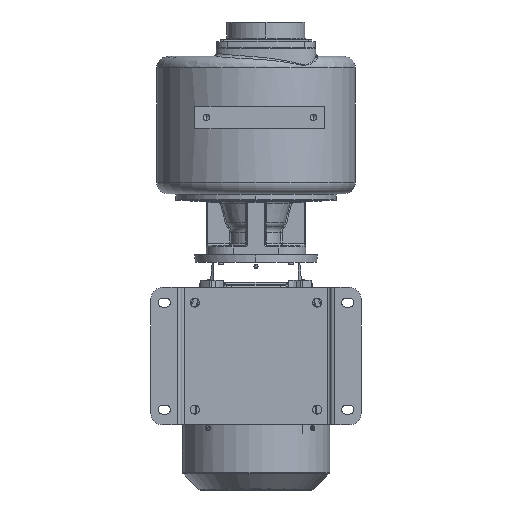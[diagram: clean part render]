
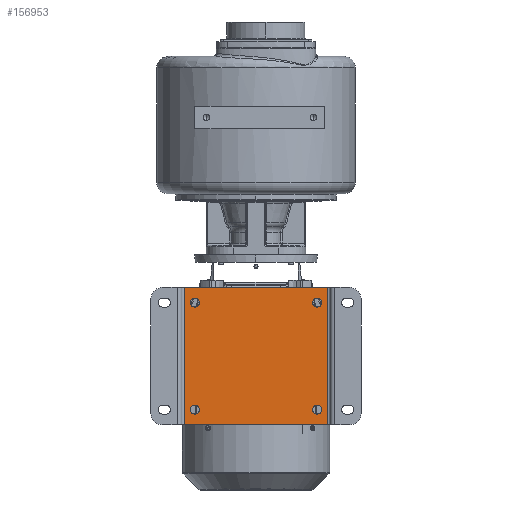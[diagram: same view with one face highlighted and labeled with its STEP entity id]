
A CAD part, front view. The second image highlights one B-rep face of the part: STEP entity #156953.
In plain terms, the highlighted planar face has unit normal (0, -1, 0).
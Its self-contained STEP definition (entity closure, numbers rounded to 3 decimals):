
#29422=DIRECTION('',(0.,0.,-1.));
#29423=VECTOR('',#29422,180.);
#29424=CARTESIAN_POINT('',(-94.,29.,-222.5));
#29425=LINE('',#29424,#29423);
#29426=CARTESIAN_POINT('',(-80.,29.,-382.5));
#29427=DIRECTION('',(0.,1.,0.));
#29428=DIRECTION('',(0.,0.,-1.));
#29429=AXIS2_PLACEMENT_3D('',#29426,#29427,#29428);
#29431=CARTESIAN_POINT('',(-80.,29.,-382.5));
#29432=DIRECTION('',(0.,1.,0.));
#29433=DIRECTION('',(0.,0.,1.));
#29434=AXIS2_PLACEMENT_3D('',#29431,#29432,#29433);
#29436=CARTESIAN_POINT('',(80.,29.,-382.5));
#29437=DIRECTION('',(0.,1.,0.));
#29438=DIRECTION('',(0.,0.,-1.));
#29439=AXIS2_PLACEMENT_3D('',#29436,#29437,#29438);
#29441=CARTESIAN_POINT('',(80.,29.,-382.5));
#29442=DIRECTION('',(0.,1.,0.));
#29443=DIRECTION('',(0.,0.,1.));
#29444=AXIS2_PLACEMENT_3D('',#29441,#29442,#29443);
#29446=CARTESIAN_POINT('',(-80.,29.,-242.5));
#29447=DIRECTION('',(0.,1.,0.));
#29448=DIRECTION('',(0.,0.,-1.));
#29449=AXIS2_PLACEMENT_3D('',#29446,#29447,#29448);
#29451=CARTESIAN_POINT('',(-80.,29.,-242.5));
#29452=DIRECTION('',(0.,1.,0.));
#29453=DIRECTION('',(0.,0.,1.));
#29454=AXIS2_PLACEMENT_3D('',#29451,#29452,#29453);
#29456=CARTESIAN_POINT('',(80.,29.,-242.5));
#29457=DIRECTION('',(0.,1.,0.));
#29458=DIRECTION('',(0.,0.,-1.));
#29459=AXIS2_PLACEMENT_3D('',#29456,#29457,#29458);
#29461=CARTESIAN_POINT('',(80.,29.,-242.5));
#29462=DIRECTION('',(0.,1.,0.));
#29463=DIRECTION('',(0.,0.,1.));
#29464=AXIS2_PLACEMENT_3D('',#29461,#29462,#29463);
#29474=DIRECTION('',(1.,0.,0.));
#29475=VECTOR('',#29474,188.);
#29476=CARTESIAN_POINT('',(-94.,29.,-222.5));
#29477=LINE('',#29476,#29475);
#29542=DIRECTION('',(1.,0.,0.));
#29543=VECTOR('',#29542,188.);
#29544=CARTESIAN_POINT('',(-94.,29.,-402.5));
#29545=LINE('',#29544,#29543);
#101086=DIRECTION('',(0.,0.,-1.));
#101087=VECTOR('',#101086,180.);
#101088=CARTESIAN_POINT('',(94.,29.,-222.5));
#101089=LINE('',#101088,#101087);
#132899=CARTESIAN_POINT('',(-94.,29.,-222.5));
#132900=VERTEX_POINT('',#132899);
#132901=CARTESIAN_POINT('',(94.,29.,-222.5));
#132902=VERTEX_POINT('',#132901);
#132915=CARTESIAN_POINT('',(-94.,29.,-402.5));
#132916=VERTEX_POINT('',#132915);
#132917=CARTESIAN_POINT('',(94.,29.,-402.5));
#132918=VERTEX_POINT('',#132917);
#132989=CARTESIAN_POINT('',(80.,29.,-248.5));
#132990=CARTESIAN_POINT('',(80.,29.,-236.5));
#132991=VERTEX_POINT('',#132989);
#132992=VERTEX_POINT('',#132990);
#132993=CARTESIAN_POINT('',(-80.,29.,-248.5));
#132994=CARTESIAN_POINT('',(-80.,29.,-236.5));
#132995=VERTEX_POINT('',#132993);
#132996=VERTEX_POINT('',#132994);
#132997=CARTESIAN_POINT('',(80.,29.,-388.5));
#132998=CARTESIAN_POINT('',(80.,29.,-376.5));
#132999=VERTEX_POINT('',#132997);
#133000=VERTEX_POINT('',#132998);
#133001=CARTESIAN_POINT('',(-80.,29.,-388.5));
#133002=CARTESIAN_POINT('',(-80.,29.,-376.5));
#133003=VERTEX_POINT('',#133001);
#133004=VERTEX_POINT('',#133002);
#156916=CARTESIAN_POINT('',(-94.,29.,-222.5));
#156917=DIRECTION('',(0.,1.,0.));
#156918=DIRECTION('',(1.,0.,0.));
#156919=AXIS2_PLACEMENT_3D('',#156916,#156917,#156918);
#156920=PLANE('',#156919);
#156922=ORIENTED_EDGE('',*,*,#156921,.T.);
#156924=ORIENTED_EDGE('',*,*,#156923,.T.);
#156926=ORIENTED_EDGE('',*,*,#156925,.F.);
#156928=ORIENTED_EDGE('',*,*,#156927,.F.);
#156929=EDGE_LOOP('',(#156922,#156924,#156926,#156928));
#156930=FACE_OUTER_BOUND('',#156929,.F.);
#156932=ORIENTED_EDGE('',*,*,#156931,.F.);
#156934=ORIENTED_EDGE('',*,*,#156933,.F.);
#156935=EDGE_LOOP('',(#156932,#156934));
#156936=FACE_BOUND('',#156935,.F.);
#156938=ORIENTED_EDGE('',*,*,#156937,.F.);
#156940=ORIENTED_EDGE('',*,*,#156939,.F.);
#156941=EDGE_LOOP('',(#156938,#156940));
#156942=FACE_BOUND('',#156941,.F.);
#156944=ORIENTED_EDGE('',*,*,#156943,.F.);
#156946=ORIENTED_EDGE('',*,*,#156945,.F.);
#156947=EDGE_LOOP('',(#156944,#156946));
#156948=FACE_BOUND('',#156947,.F.);
#156949=ORIENTED_EDGE('',*,*,#156896,.F.);
#156950=ORIENTED_EDGE('',*,*,#156910,.F.);
#156951=EDGE_LOOP('',(#156949,#156950));
#156952=FACE_BOUND('',#156951,.F.);
#156953=ADVANCED_FACE('',(#156930,#156936,#156942,#156948,#156952),#156920,.F.);
#29430=CIRCLE('',#29429,6.);
#29435=CIRCLE('',#29434,6.);
#29440=CIRCLE('',#29439,6.);
#29445=CIRCLE('',#29444,6.);
#29450=CIRCLE('',#29449,6.);
#29455=CIRCLE('',#29454,6.);
#29460=CIRCLE('',#29459,6.);
#29465=CIRCLE('',#29464,6.);
#156896=EDGE_CURVE('',#132991,#132992,#29460,.T.);
#156910=EDGE_CURVE('',#132992,#132991,#29465,.T.);
#156921=EDGE_CURVE('',#132900,#132902,#29477,.T.);
#156923=EDGE_CURVE('',#132902,#132918,#101089,.T.);
#156925=EDGE_CURVE('',#132916,#132918,#29545,.T.);
#156927=EDGE_CURVE('',#132900,#132916,#29425,.T.);
#156931=EDGE_CURVE('',#133003,#133004,#29430,.T.);
#156933=EDGE_CURVE('',#133004,#133003,#29435,.T.);
#156937=EDGE_CURVE('',#132999,#133000,#29440,.T.);
#156939=EDGE_CURVE('',#133000,#132999,#29445,.T.);
#156943=EDGE_CURVE('',#132995,#132996,#29450,.T.);
#156945=EDGE_CURVE('',#132996,#132995,#29455,.T.);
